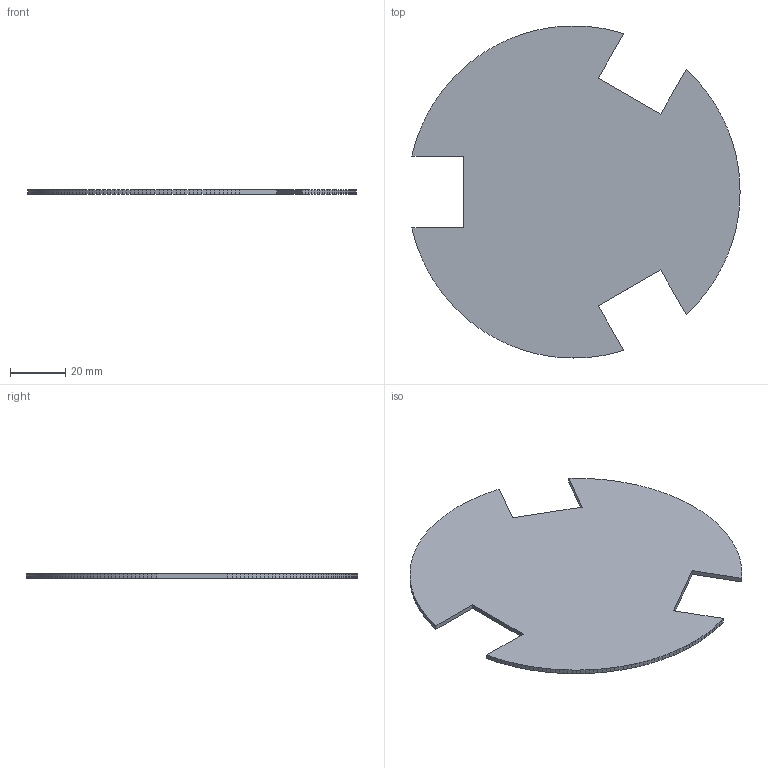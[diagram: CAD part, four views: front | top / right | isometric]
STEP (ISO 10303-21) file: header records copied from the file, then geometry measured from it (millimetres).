
FILE_DESCRIPTION(('KiCad electronic assembly'),'2;1');
FILE_NAME('Control Circuit.step','2024-01-23T15:37:55',('Pcbnew'),( 'Kicad'),'Open CASCADE STEP processor 7.7','KiCad to STEP converter' ,'Unknown');
FILE_SCHEMA(('AUTOMOTIVE_DESIGN { 1 0 10303 214 1 1 1 1 }'));
Length unit declared in the file: millimetre
Products named in the file (2): Control Circuit 1; Control Circuit PCB
Assembly tree (1 placements, depth 2):
  Control Circuit 1
    Control Circuit PCB
Bounding box: 118.57 x 120 x 1.6 mm (x, y, z)
Volume: 15657 mm3; surface area: 20351.7 mm2
Topology: 1 solids, 1 shells, 203 faces, 603 edges, 402 vertices
Faces by surface type: plane 203
Entity records: 14545 total; most frequent: CARTESIAN_POINT 2416, DIRECTION 2219, LINE 1809, VECTOR 1809, ORIENTED_EDGE 1206, PCURVE 1206, DEFINITIONAL_REPRESENTATION 1206, EDGE_CURVE 603
